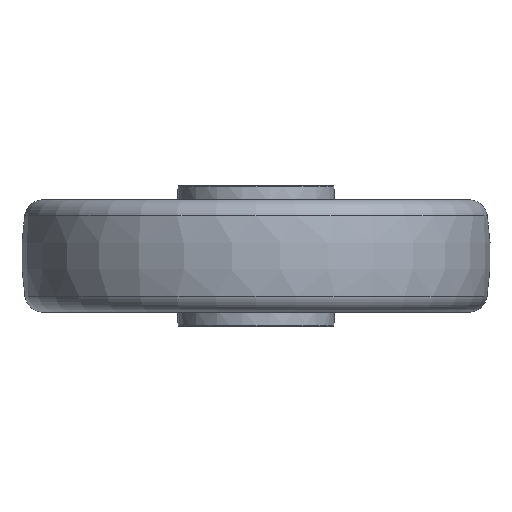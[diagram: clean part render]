
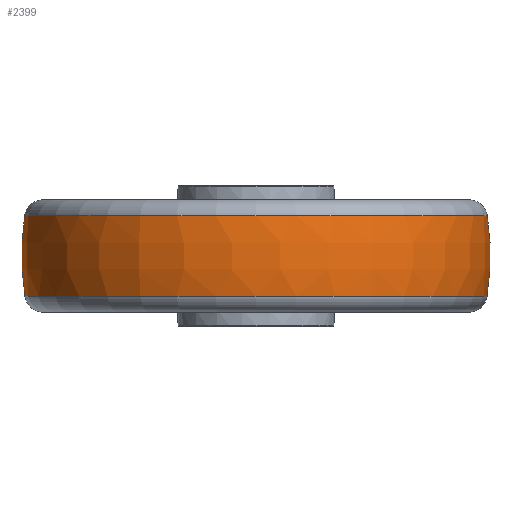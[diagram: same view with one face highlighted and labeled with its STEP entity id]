
A CAD part, front view. The second image highlights one B-rep face of the part: STEP entity #2399.
In plain terms, the highlighted toroidal (fillet/blend) face has major radius 15 mm and minor radius 140 mm.
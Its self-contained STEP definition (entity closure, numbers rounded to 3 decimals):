
#73 = DIRECTION ( 'NONE',  ( 0., 1., 0. ) ) ;
#170 = DIRECTION ( 'NONE',  ( 0., 0., -1. ) ) ;
#182 = CARTESIAN_POINT ( 'NONE',  ( 0., 0., 21.483 ) ) ;
#235 = AXIS2_PLACEMENT_3D ( 'NONE', #1963, #1978, #1998 ) ;
#292 = EDGE_LOOP ( 'NONE', ( #2508, #1633, #2335, #2284 ) ) ;
#415 = EDGE_CURVE ( 'NONE', #1151, #1132, #3028, .T. ) ;
#513 = FACE_OUTER_BOUND ( 'NONE', #292, .T. ) ;
#696 = EDGE_CURVE ( 'NONE', #3012, #1151, #2975, .T. ) ;
#830 = AXIS2_PLACEMENT_3D ( 'NONE', #182, #170, #2270 ) ;
#1064 = CARTESIAN_POINT ( 'NONE',  ( 0., 0., 0.329 ) ) ;
#1128 = CARTESIAN_POINT ( 'NONE',  ( 0., 0., -21.475 ) ) ;
#1132 = VERTEX_POINT ( 'NONE', #2004 ) ;
#1151 = VERTEX_POINT ( 'NONE', #2682 ) ;
#1218 = CARTESIAN_POINT ( 'NONE',  ( 123.292, 0., -21.475 ) ) ;
#1251 = AXIS2_PLACEMENT_3D ( 'NONE', #1128, #2997, #1420 ) ;
#1286 = TOROIDAL_SURFACE ( 'NONE', #2234, -15., 140. ) ;
#1369 = DIRECTION ( 'NONE',  ( -1., 0., 0. ) ) ;
#1420 = DIRECTION ( 'NONE',  ( -1., 0., 0. ) ) ;
#1530 = CARTESIAN_POINT ( 'NONE',  ( 123.393, 0., 21.483 ) ) ;
#1633 = ORIENTED_EDGE ( 'NONE', *, *, #696, .T. ) ;
#1684 = AXIS2_PLACEMENT_3D ( 'NONE', #1725, #73, #2007 ) ;
#1725 = CARTESIAN_POINT ( 'NONE',  ( -15., 0., 0.329 ) ) ;
#1838 = CIRCLE ( 'NONE', #1684, 140. ) ;
#1902 = CIRCLE ( 'NONE', #1251, 123.292 ) ;
#1963 = CARTESIAN_POINT ( 'NONE',  ( 15., 0., 0.329 ) ) ;
#1978 = DIRECTION ( 'NONE',  ( 0., -1., 0. ) ) ;
#1998 = DIRECTION ( 'NONE',  ( 0., 0., -1. ) ) ;
#2004 = CARTESIAN_POINT ( 'NONE',  ( -123.292, 0., -21.475 ) ) ;
#2007 = DIRECTION ( 'NONE',  ( -1., 0., 0. ) ) ;
#2234 = AXIS2_PLACEMENT_3D ( 'NONE', #1064, #2951, #1369 ) ;
#2270 = DIRECTION ( 'NONE',  ( -1., 0., 0. ) ) ;
#2284 = ORIENTED_EDGE ( 'NONE', *, *, #2502, .F. ) ;
#2335 = ORIENTED_EDGE ( 'NONE', *, *, #415, .T. ) ;
#2399 = ADVANCED_FACE ( 'NONE', ( #513 ), #1286, .T. ) ;
#2502 = EDGE_CURVE ( 'NONE', #3009, #1132, #1902, .T. ) ;
#2508 = ORIENTED_EDGE ( 'NONE', *, *, #2857, .F. ) ;
#2682 = CARTESIAN_POINT ( 'NONE',  ( -123.393, 0., 21.483 ) ) ;
#2857 = EDGE_CURVE ( 'NONE', #3012, #3009, #1838, .T. ) ;
#2951 = DIRECTION ( 'NONE',  ( 0., 0., -1. ) ) ;
#2975 = CIRCLE ( 'NONE', #830, 123.393 ) ;
#2997 = DIRECTION ( 'NONE',  ( 0., 0., -1. ) ) ;
#3009 = VERTEX_POINT ( 'NONE', #1218 ) ;
#3012 = VERTEX_POINT ( 'NONE', #1530 ) ;
#3028 = CIRCLE ( 'NONE', #235, 140. ) ;
